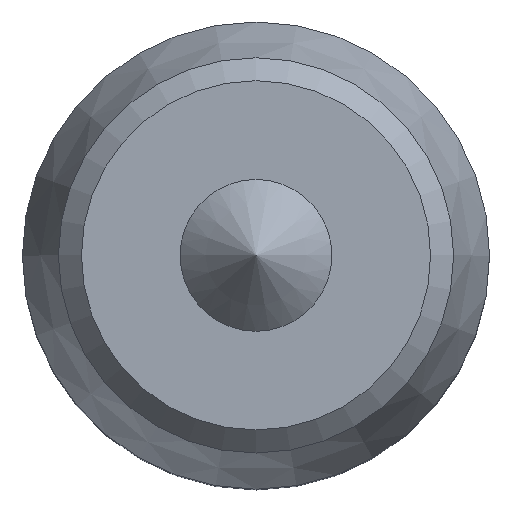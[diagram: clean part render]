
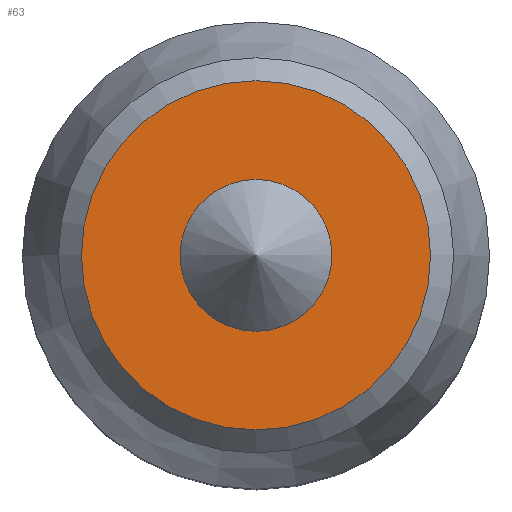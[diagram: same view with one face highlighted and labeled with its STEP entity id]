
A CAD part, top view. The second image highlights one B-rep face of the part: STEP entity #63.
In plain terms, the highlighted planar face has unit normal (0, 0, 1).
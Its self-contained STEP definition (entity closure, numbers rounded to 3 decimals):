
#38=PLANE('',#511);
#63=ADVANCED_FACE('',(#92,#93),#38,.F.);
#92=FACE_BOUND('',#120,.T.);
#93=FACE_BOUND('',#121,.T.);
#120=EDGE_LOOP('',(#148));
#121=EDGE_LOOP('',(#149));
#148=ORIENTED_EDGE('',*,*,#178,.T.);
#149=ORIENTED_EDGE('',*,*,#177,.F.);
#162=VERTEX_POINT('',#690);
#164=VERTEX_POINT('',#694);
#177=EDGE_CURVE('',#162,#162,#192,.T.);
#178=EDGE_CURVE('',#164,#164,#193,.T.);
#192=CIRCLE('',#507,3.795);
#193=CIRCLE('',#509,1.65);
#507=AXIS2_PLACEMENT_3D('',#689,#599,#600);
#509=AXIS2_PLACEMENT_3D('',#693,#603,#604);
#511=AXIS2_PLACEMENT_3D('',#696,#607,#608);
#599=DIRECTION('',(0.,0.,-1.));
#600=DIRECTION('',(-1.,0.,0.));
#603=DIRECTION('',(0.,0.,-1.));
#604=DIRECTION('',(-1.,0.,0.));
#607=DIRECTION('',(0.,0.,-1.));
#608=DIRECTION('',(-1.,0.,0.));
#689=CARTESIAN_POINT('',(0.,0.,90.));
#690=CARTESIAN_POINT('',(-3.795,0.,90.));
#693=CARTESIAN_POINT('',(0.,0.,90.));
#694=CARTESIAN_POINT('',(-1.65,0.,90.));
#696=CARTESIAN_POINT('',(0.,0.,90.));
